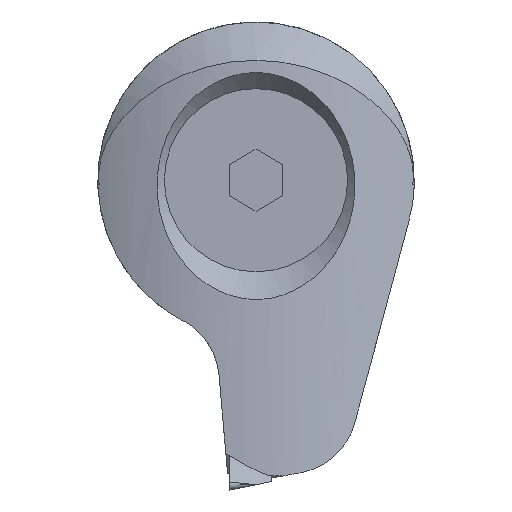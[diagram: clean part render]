
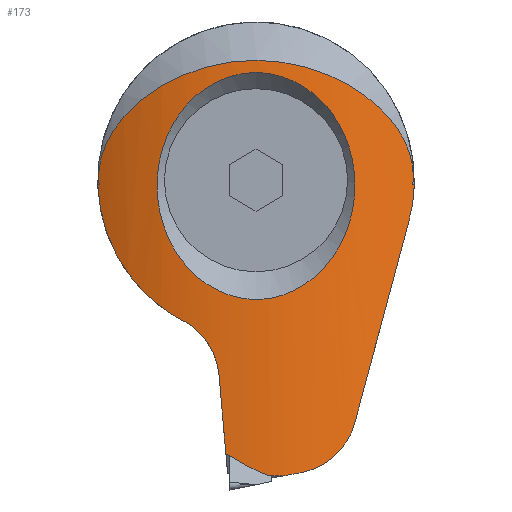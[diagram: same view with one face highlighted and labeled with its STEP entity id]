
A CAD part, left-side view. The second image highlights one B-rep face of the part: STEP entity #173.
In plain terms, the highlighted cylindrical face has radius 25 mm (diameter 50 mm), a partial arc.
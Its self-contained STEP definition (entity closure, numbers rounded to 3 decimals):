
#101=CYLINDRICAL_SURFACE('',#954,25.);
#111=ELLIPSE('',#944,60.262,25.);
#112=ELLIPSE('',#947,287.236,25.);
#113=ELLIPSE('',#949,32.635,25.);
#114=ELLIPSE('',#950,25.483,25.);
#115=ELLIPSE('',#951,96.697,25.);
#116=ELLIPSE('',#952,25.034,25.);
#117=ELLIPSE('',#953,25.034,25.);
#132=FACE_BOUND('',#282,.T.);
#133=FACE_BOUND('',#283,.T.);
#158=B_SPLINE_CURVE_WITH_KNOTS('',3,(#1271,#1272,#1273,#1274,#1275,#1276,
#1277,#1278,#1279,#1280,#1281,#1282,#1283,#1284,#1285,#1286,#1287,#1288),
 .UNSPECIFIED.,.T.,.F.,(2,2,2,2,2,2,2,2,2,2,2),(-0.125,0.,0.125,0.25,0.375,
0.5,0.625,0.75,0.875,1.,1.125),.UNSPECIFIED.);
#159=B_SPLINE_CURVE_WITH_KNOTS('',3,(#1305,#1306,#1307,#1308),
 .UNSPECIFIED.,.F.,.F.,(4,4),(0.,1.),.UNSPECIFIED.);
#161=B_SPLINE_CURVE_WITH_KNOTS('',3,(#1340,#1341,#1342,#1343),
 .UNSPECIFIED.,.F.,.F.,(4,4),(0.,1.),.UNSPECIFIED.);
#162=B_SPLINE_CURVE_WITH_KNOTS('',3,(#1347,#1348,#1349,#1350),
 .UNSPECIFIED.,.F.,.F.,(4,4),(0.,1.),.UNSPECIFIED.);
#163=B_SPLINE_CURVE_WITH_KNOTS('',3,(#1354,#1355,#1356,#1357,#1358,#1359,
#1360,#1361,#1362,#1363,#1364,#1365,#1366,#1367),.UNSPECIFIED.,.F.,.F.,
(4,2,2,2,2,2,4),(0.,0.125,0.25,0.5,0.75,0.875,1.),.UNSPECIFIED.);
#164=B_SPLINE_CURVE_WITH_KNOTS('',3,(#1371,#1372,#1373,#1374,#1375,#1376),
 .UNSPECIFIED.,.F.,.F.,(4,2,4),(0.,0.5,1.),.UNSPECIFIED.);
#173=ADVANCED_FACE('',(#132,#133),#101,.T.);
#282=EDGE_LOOP('',(#379));
#283=EDGE_LOOP('',(#380,#381,#382,#383,#384,#385,#386,#387,#388,#389,#390,
#391));
#379=ORIENTED_EDGE('',*,*,#635,.F.);
#380=ORIENTED_EDGE('',*,*,#652,.F.);
#381=ORIENTED_EDGE('',*,*,#650,.T.);
#382=ORIENTED_EDGE('',*,*,#653,.T.);
#383=ORIENTED_EDGE('',*,*,#654,.F.);
#384=ORIENTED_EDGE('',*,*,#655,.T.);
#385=ORIENTED_EDGE('',*,*,#656,.F.);
#386=ORIENTED_EDGE('',*,*,#657,.T.);
#387=ORIENTED_EDGE('',*,*,#658,.T.);
#388=ORIENTED_EDGE('',*,*,#659,.T.);
#389=ORIENTED_EDGE('',*,*,#660,.F.);
#390=ORIENTED_EDGE('',*,*,#661,.T.);
#391=ORIENTED_EDGE('',*,*,#642,.F.);
#562=VERTEX_POINT('',#1289);
#569=VERTEX_POINT('',#1304);
#570=VERTEX_POINT('',#1309);
#575=VERTEX_POINT('',#1328);
#576=VERTEX_POINT('',#1330);
#577=VERTEX_POINT('',#1337);
#578=VERTEX_POINT('',#1339);
#579=VERTEX_POINT('',#1344);
#580=VERTEX_POINT('',#1346);
#581=VERTEX_POINT('',#1351);
#582=VERTEX_POINT('',#1353);
#583=VERTEX_POINT('',#1368);
#584=VERTEX_POINT('',#1370);
#635=EDGE_CURVE('',#562,#562,#158,.T.);
#642=EDGE_CURVE('',#569,#570,#159,.T.);
#650=EDGE_CURVE('',#576,#575,#111,.T.);
#652=EDGE_CURVE('',#576,#569,#112,.T.);
#653=EDGE_CURVE('',#575,#577,#113,.T.);
#654=EDGE_CURVE('',#578,#577,#114,.T.);
#655=EDGE_CURVE('',#578,#579,#161,.T.);
#656=EDGE_CURVE('',#580,#579,#115,.T.);
#657=EDGE_CURVE('',#580,#581,#162,.T.);
#658=EDGE_CURVE('',#581,#582,#116,.T.);
#659=EDGE_CURVE('',#582,#583,#163,.T.);
#660=EDGE_CURVE('',#584,#583,#117,.T.);
#661=EDGE_CURVE('',#584,#570,#164,.T.);
#944=AXIS2_PLACEMENT_3D('',#1329,#1055,#1056);
#947=AXIS2_PLACEMENT_3D('',#1334,#1062,#1063);
#949=AXIS2_PLACEMENT_3D('',#1336,#1066,#1067);
#950=AXIS2_PLACEMENT_3D('',#1338,#1068,#1069);
#951=AXIS2_PLACEMENT_3D('',#1345,#1070,#1071);
#952=AXIS2_PLACEMENT_3D('',#1352,#1072,#1073);
#953=AXIS2_PLACEMENT_3D('',#1369,#1074,#1075);
#954=AXIS2_PLACEMENT_3D('',#1377,#1076,#1077);
#1055=DIRECTION('',(-0.867,-0.191,0.461));
#1056=DIRECTION('',(0.453,0.087,0.887));
#1062=DIRECTION('',(0.,0.996,-0.087));
#1063=DIRECTION('',(0.053,0.087,0.995));
#1066=DIRECTION('',(0.682,0.,0.731));
#1067=DIRECTION('',(-0.731,0.,0.682));
#1068=DIRECTION('',(0.034,-0.174,-0.984));
#1069=DIRECTION('',(0.444,-0.879,0.171));
#1070=DIRECTION('',(0.,-0.966,-0.259));
#1071=DIRECTION('',(0.054,-0.259,0.964));
#1072=DIRECTION('',(0.,0.,-1.));
#1073=DIRECTION('',(1.,0.,0.));
#1074=DIRECTION('',(0.,0.,1.));
#1075=DIRECTION('',(1.,0.,0.));
#1076=DIRECTION('',(0.052,0.,0.999));
#1077=DIRECTION('',(0.999,0.,-0.052));
#1271=CARTESIAN_POINT('',(-6.859,-6.622,3.864));
#1272=CARTESIAN_POINT('',(-7.276,-3.922,7.04));
#1273=CARTESIAN_POINT('',(-7.507,-1.903,8.053));
#1274=CARTESIAN_POINT('',(-7.486,2.229,7.948));
#1275=CARTESIAN_POINT('',(-7.235,4.218,6.815));
#1276=CARTESIAN_POINT('',(-6.834,6.756,3.562));
#1277=CARTESIAN_POINT('',(-6.721,7.394,1.443));
#1278=CARTESIAN_POINT('',(-6.97,7.288,-2.685));
#1279=CARTESIAN_POINT('',(-7.326,6.556,-4.736));
#1280=CARTESIAN_POINT('',(-8.052,3.936,-7.843));
#1281=CARTESIAN_POINT('',(-8.396,1.932,-8.915));
#1282=CARTESIAN_POINT('',(-8.365,-2.236,-8.813));
#1283=CARTESIAN_POINT('',(-8.,-4.178,-7.668));
#1284=CARTESIAN_POINT('',(-7.265,-6.709,-4.423));
#1285=CARTESIAN_POINT('',(-6.929,-7.364,-2.354));
#1286=CARTESIAN_POINT('',(-6.725,-7.324,1.787));
#1287=CARTESIAN_POINT('',(-6.859,-6.622,3.864));
#1288=CARTESIAN_POINT('',(-7.276,-3.922,7.04));
#1289=CARTESIAN_POINT('',(-7.068,-5.272,5.452));
#1304=CARTESIAN_POINT('',(-8.52,2.75,-14.423));
#1305=CARTESIAN_POINT('',(-8.52,2.75,-14.423));
#1306=CARTESIAN_POINT('',(-8.415,2.899,-12.728));
#1307=CARTESIAN_POINT('',(-8.235,3.947,-11.192));
#1308=CARTESIAN_POINT('',(-7.867,5.423,-10.423));
#1309=CARTESIAN_POINT('',(-7.867,5.423,-10.423));
#1328=CARTESIAN_POINT('',(-9.049,-0.878,-21.907));
#1329=CARTESIAN_POINT('',(18.726,0.,30.694));
#1330=CARTESIAN_POINT('',(-8.88,2.236,-20.3));
#1334=CARTESIAN_POINT('',(14.714,0.,-45.86));
#1336=CARTESIAN_POINT('',(14.804,0.,-44.151));
#1337=CARTESIAN_POINT('',(-8.989,-1.974,-21.963));
#1338=CARTESIAN_POINT('',(15.994,0.,-21.439));
#1339=CARTESIAN_POINT('',(-8.828,-3.355,-21.714));
#1340=CARTESIAN_POINT('',(-8.828,-3.355,-21.714));
#1341=CARTESIAN_POINT('',(-8.552,-5.259,-21.368));
#1342=CARTESIAN_POINT('',(-8.014,-6.827,-19.913));
#1343=CARTESIAN_POINT('',(-7.762,-7.329,-18.042));
#1344=CARTESIAN_POINT('',(-7.762,-7.329,-18.042));
#1345=CARTESIAN_POINT('',(14.739,0.,-45.385));
#1346=CARTESIAN_POINT('',(-5.347,-11.349,-3.042));
#1347=CARTESIAN_POINT('',(-5.347,-11.349,-3.042));
#1348=CARTESIAN_POINT('',(-5.181,-11.585,-2.162));
#1349=CARTESIAN_POINT('',(-5.063,-11.718,-1.265));
#1350=CARTESIAN_POINT('',(-5.,-11.745,-0.35));
#1351=CARTESIAN_POINT('',(-5.,-11.745,-0.35));
#1352=CARTESIAN_POINT('',(17.1,0.,-0.35));
#1353=CARTESIAN_POINT('',(-5.051,-11.649,-0.35));
#1354=CARTESIAN_POINT('',(-5.051,-11.649,-0.35));
#1355=CARTESIAN_POINT('',(-4.896,-11.804,1.051));
#1356=CARTESIAN_POINT('',(-5.063,-11.37,2.467));
#1357=CARTESIAN_POINT('',(-5.636,-9.895,4.778));
#1358=CARTESIAN_POINT('',(-6.008,-8.893,5.729));
#1359=CARTESIAN_POINT('',(-6.978,-5.566,8.041));
#1360=CARTESIAN_POINT('',(-7.45,-2.777,8.9));
#1361=CARTESIAN_POINT('',(-7.45,2.776,8.9));
#1362=CARTESIAN_POINT('',(-6.979,5.564,8.042));
#1363=CARTESIAN_POINT('',(-6.008,8.893,5.729));
#1364=CARTESIAN_POINT('',(-5.638,9.89,4.783));
#1365=CARTESIAN_POINT('',(-5.064,11.367,2.474));
#1366=CARTESIAN_POINT('',(-4.896,11.804,1.052));
#1367=CARTESIAN_POINT('',(-5.051,11.649,-0.35));
#1368=CARTESIAN_POINT('',(-5.051,11.649,-0.35));
#1369=CARTESIAN_POINT('',(17.1,0.,-0.35));
#1370=CARTESIAN_POINT('',(-5.,11.745,-0.35));
#1371=CARTESIAN_POINT('',(-5.,11.745,-0.35));
#1372=CARTESIAN_POINT('',(-5.145,11.682,-2.47));
#1373=CARTESIAN_POINT('',(-5.623,11.022,-4.56));
#1374=CARTESIAN_POINT('',(-6.757,8.823,-8.027));
#1375=CARTESIAN_POINT('',(-7.4,7.29,-9.452));
#1376=CARTESIAN_POINT('',(-7.867,5.423,-10.423));
#1377=CARTESIAN_POINT('',(15.833,0.,-24.51));
